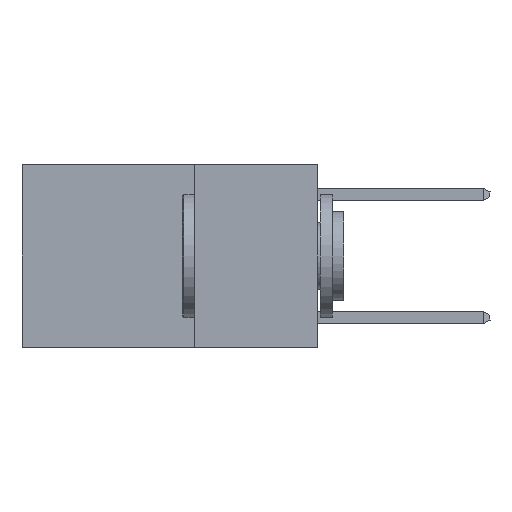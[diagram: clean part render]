
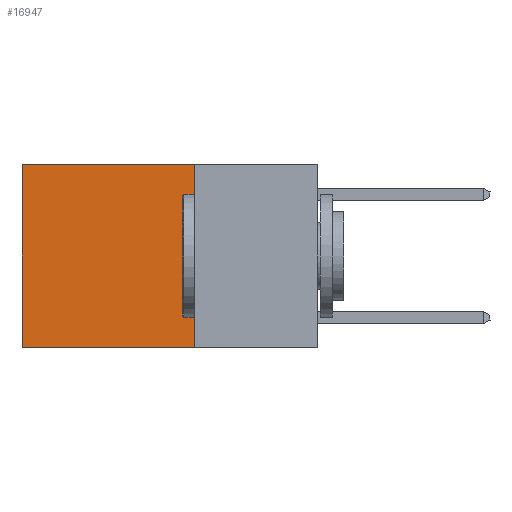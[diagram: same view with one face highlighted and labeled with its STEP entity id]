
A CAD part, left-side view. The second image highlights one B-rep face of the part: STEP entity #16947.
In plain terms, the highlighted planar face has unit normal (-1, 0, 0).
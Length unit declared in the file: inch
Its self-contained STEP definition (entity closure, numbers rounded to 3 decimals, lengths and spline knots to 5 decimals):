
#41 = EDGE_LOOP ( 'NONE', ( #6825, #15520, #11255, #20531 ) ) ;
#1829 = EDGE_CURVE ( 'NONE', #19345, #19896, #20179, .T. ) ;
#3356 = VECTOR ( 'NONE', #15362, 39.37008 ) ;
#4891 = EDGE_CURVE ( 'NONE', #5644, #6101, #8522, .T. ) ;
#5063 = CARTESIAN_POINT ( 'NONE',  ( 0.2625, 0.6, 0. ) ) ;
#5090 = DIRECTION ( 'NONE',  ( 0., 0., -1. ) ) ;
#5644 = VERTEX_POINT ( 'NONE', #6833 ) ;
#5761 = DIRECTION ( 'NONE',  ( 0., 1., 0. ) ) ;
#6101 = VERTEX_POINT ( 'NONE', #9590 ) ;
#6770 = CARTESIAN_POINT ( 'NONE',  ( 0.2625, 0.25, 0. ) ) ;
#6825 = ORIENTED_EDGE ( 'NONE', *, *, #11191, .T. ) ;
#6833 = CARTESIAN_POINT ( 'NONE',  ( 0.2625, 0.25, 0. ) ) ;
#7082 = EDGE_CURVE ( 'NONE', #5644, #19345, #10524, .T. ) ;
#7306 = VECTOR ( 'NONE', #5761, 39.37008 ) ;
#7561 = CARTESIAN_POINT ( 'NONE',  ( 0.2625, 0.25, 0. ) ) ;
#8050 = CARTESIAN_POINT ( 'NONE',  ( 0.2625, 0.25, -0.37 ) ) ;
#8219 = AXIS2_PLACEMENT_3D ( 'NONE', #6770, #9648, #5090 ) ;
#8522 = LINE ( 'NONE', #7561, #7306 ) ;
#9590 = CARTESIAN_POINT ( 'NONE',  ( 0.2625, 0.6, 0. ) ) ;
#9648 = DIRECTION ( 'NONE',  ( 1., 0., 0. ) ) ;
#10524 = LINE ( 'NONE', #12119, #3356 ) ;
#10936 = VECTOR ( 'NONE', #16299, 39.37008 ) ;
#11191 = EDGE_CURVE ( 'NONE', #6101, #19896, #16096, .T. ) ;
#11255 = ORIENTED_EDGE ( 'NONE', *, *, #7082, .F. ) ;
#11781 = CARTESIAN_POINT ( 'NONE',  ( 0.2625, 0.6, -0.37 ) ) ;
#12119 = CARTESIAN_POINT ( 'NONE',  ( 0.2625, 0.25, 0. ) ) ;
#15362 = DIRECTION ( 'NONE',  ( 0., 0., -1. ) ) ;
#15520 = ORIENTED_EDGE ( 'NONE', *, *, #1829, .F. ) ;
#16096 = LINE ( 'NONE', #5063, #10936 ) ;
#16299 = DIRECTION ( 'NONE',  ( 0., 0., -1. ) ) ;
#16947 = ADVANCED_FACE ( 'NONE', ( #17796 ), #19490, .F. ) ;
#17312 = CARTESIAN_POINT ( 'NONE',  ( 0.2625, 0.25, -0.37 ) ) ;
#17750 = VECTOR ( 'NONE', #18797, 39.37008 ) ;
#17796 = FACE_OUTER_BOUND ( 'NONE', #41, .T. ) ;
#18797 = DIRECTION ( 'NONE',  ( 0., 1., 0. ) ) ;
#19345 = VERTEX_POINT ( 'NONE', #8050 ) ;
#19490 = PLANE ( 'NONE',  #8219 ) ;
#19896 = VERTEX_POINT ( 'NONE', #11781 ) ;
#20179 = LINE ( 'NONE', #17312, #17750 ) ;
#20531 = ORIENTED_EDGE ( 'NONE', *, *, #4891, .T. ) ;
